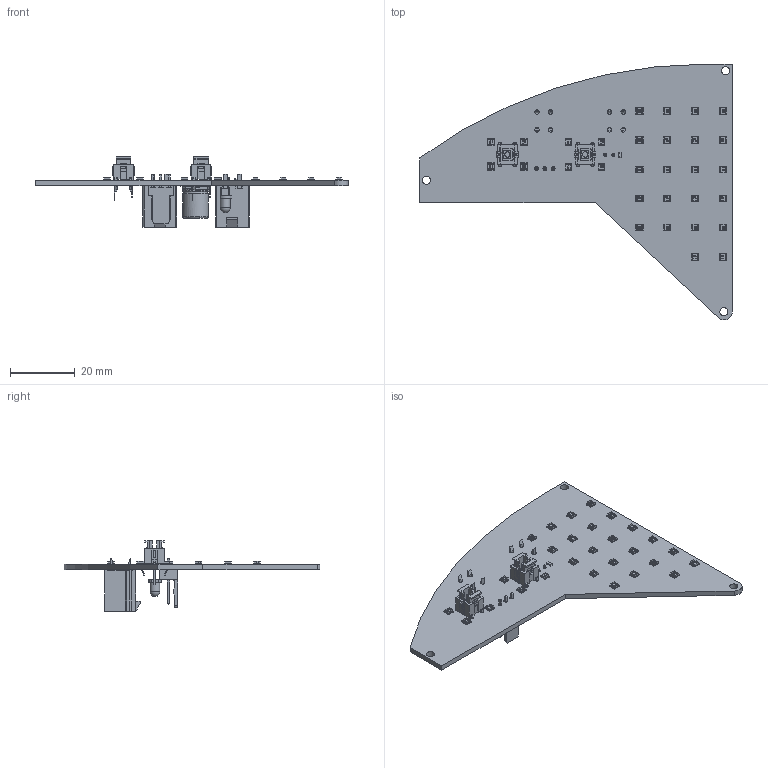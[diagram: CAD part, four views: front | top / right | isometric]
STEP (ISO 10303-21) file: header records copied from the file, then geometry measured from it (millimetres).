
FILE_DESCRIPTION(('KiCad electronic assembly'),'2;1');
FILE_NAME('ewi_v3_left.step','2021-09-11T21:15:06',('An Author'),( 'A Company'),'Open CASCADE STEP processor 6.9', 'KiCad to STEP converter','Unknown');
FILE_SCHEMA(('AUTOMOTIVE_DESIGN { 1 0 10303 214 1 1 1 1 }'));
Length unit declared in the file: millimetre
Products named in the file (16): Open CASCADE STEP translator 6.9 1; WS2812-2020; COMPOUND; TL1240GQ; SOLID; R_0603_1608Metric; Molex_KK-254_AE-6410-03A_1x03_P2.54mm_Vertical; 39281043; LED_D3.0mm; CP_Elec_8x10
Assembly tree (46 placements, depth 3):
  Open CASCADE STEP translator 6.9 1
    WS2812-2020  x30
      COMPOUND
    TL1240GQ  x2
      SOLID
    R_0603_1608Metric
      SOLID
    Molex_KK-254_AE-6410-03A_1x03_P2.54mm_Vertical
      SOLID
    39281043  x2
      SOLID
    LED_D3.0mm
      SOLID
    CP_Elec_8x10
      SOLID
    COMPOUND
Bounding box: 96.14 x 78.75 x 21.7 mm (x, y, z)
Volume: 9020.3 mm3; surface area: 14154.6 mm2
Topology: 69 solids, 69 shells, 2931 faces, 7826 edges, 5181 vertices
Faces by surface type: plane 2428, cylinder 279, bspline 214, cone 4, torus 4, sphere 1, revolution 1
Full cylindrical faces by diameter (mm): 0.762 x4, 0.9 x2, 1.1 x8, 1.19 x3, 1.4 x8, 2.5 x3, 3 x1, 8 x2
Entity records: 51497 total; most frequent: CARTESIAN_POINT 9514, DIRECTION 7136, LINE 5141, VECTOR 5141, ORIENTED_EDGE 3746, PCURVE 3746, DEFINITIONAL_REPRESENTATION 3746, EDGE_CURVE 1873
